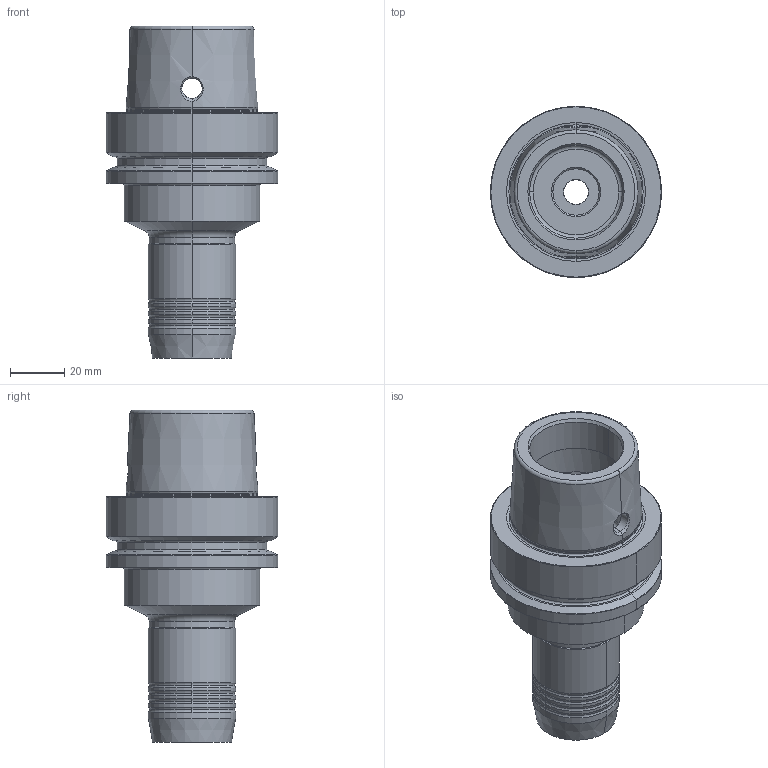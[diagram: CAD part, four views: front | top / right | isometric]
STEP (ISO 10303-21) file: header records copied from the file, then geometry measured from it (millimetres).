
FILE_DESCRIPTION (( 'STEP AP214' ), '1' );
FILE_NAME ('77.E63.012 x=90_step.STEP', '2022-04-12T10:39:48', ( '' ), ( '' ), 'SwSTEP 2.0', 'SolidWorks 2018', '' );
FILE_SCHEMA (( 'AUTOMOTIVE_DESIGN' ));
Length unit declared in the file: millimetre
Products named in the file (1): 77.E63.012 x=90_step
Bounding box: 62.94 x 62.94 x 121.9 mm (x, y, z)
Volume: 147014.2 mm3; surface area: 31373.1 mm2
Topology: 1 solids, 1 shells, 137 faces, 305 edges, 173 vertices
Faces by surface type: torus 52, cylinder 41, cone 32, plane 12
Entity records: 4363 total; most frequent: CARTESIAN_POINT 934, DIRECTION 777, ORIENTED_EDGE 606, AXIS2_PLACEMENT_3D 349, EDGE_CURVE 303, CIRCLE 211, VERTEX_POINT 173, EDGE_LOOP 148
